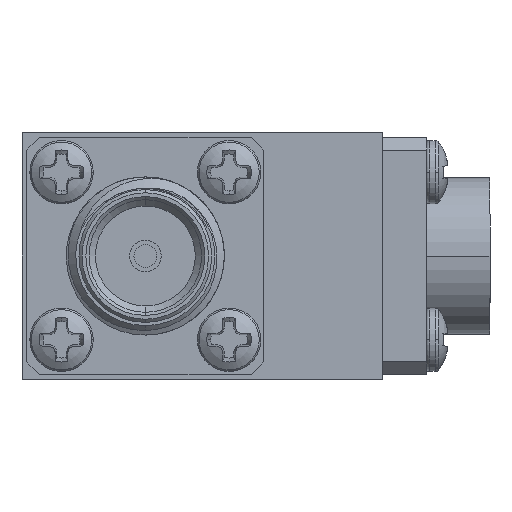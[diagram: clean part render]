
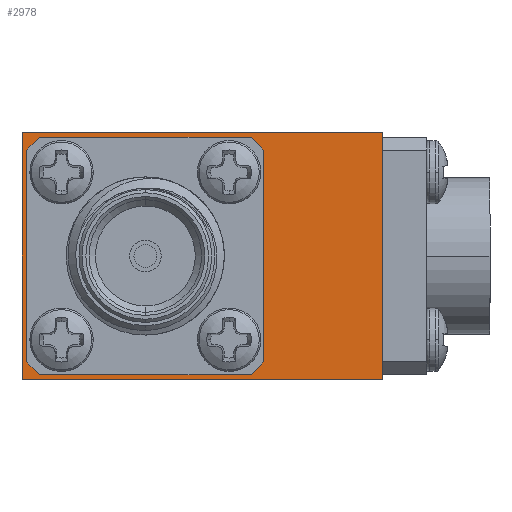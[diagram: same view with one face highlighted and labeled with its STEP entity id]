
A CAD part, left-side view. The second image highlights one B-rep face of the part: STEP entity #2978.
In plain terms, the highlighted planar face has unit normal (-1, 0, 0).
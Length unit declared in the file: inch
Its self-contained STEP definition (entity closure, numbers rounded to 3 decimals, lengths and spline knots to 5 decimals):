
#36 = VERTEX_POINT ( 'NONE', #21782 ) ;
#226 = VERTEX_POINT ( 'NONE', #13328 ) ;
#386 = CARTESIAN_POINT ( 'NONE',  ( -0.25, -0.0975, 0.1675 ) ) ;
#1917 = CARTESIAN_POINT ( 'NONE',  ( -0.25, -0.0975, -0.1875 ) ) ;
#2185 = AXIS2_PLACEMENT_3D ( 'NONE', #17740, #55746, #59516 ) ;
#2661 = EDGE_LOOP ( 'NONE', ( #44316, #17948, #21382, #8665 ) ) ;
#2978 = ADVANCED_FACE ( 'NONE', ( #41417, #31173 ), #21500, .F. ) ;
#3183 = LINE ( 'NONE', #47033, #42246 ) ;
#3634 = CARTESIAN_POINT ( 'NONE',  ( -0.25, 0.285, 0.195 ) ) ;
#5080 = EDGE_CURVE ( 'NONE', #8250, #12590, #9424, .T. ) ;
#5110 = VECTOR ( 'NONE', #38467, 39.37008 ) ;
#5470 = CARTESIAN_POINT ( 'NONE',  ( -0.25, -0.285, 0.195 ) ) ;
#6912 = LINE ( 'NONE', #1917, #18730 ) ;
#7026 = ORIENTED_EDGE ( 'NONE', *, *, #40261, .T. ) ;
#7680 = EDGE_CURVE ( 'NONE', #17367, #51822, #27886, .T. ) ;
#8128 = CARTESIAN_POINT ( 'NONE',  ( -0.25, -0.0875, 0.1775 ) ) ;
#8250 = VERTEX_POINT ( 'NONE', #11907 ) ;
#8269 = VECTOR ( 'NONE', #43058, 39.37008 ) ;
#8524 = LINE ( 'NONE', #51478, #43899 ) ;
#8665 = ORIENTED_EDGE ( 'NONE', *, *, #7680, .T. ) ;
#9424 = LINE ( 'NONE', #57384, #8269 ) ;
#10029 = LINE ( 'NONE', #39330, #48833 ) ;
#10175 = CARTESIAN_POINT ( 'NONE',  ( -0.25, -0.285, 0.195 ) ) ;
#10223 = DIRECTION ( 'NONE',  ( 0., 0., -1. ) ) ;
#11001 = EDGE_LOOP ( 'NONE', ( #58613, #7026, #24928, #47298, #12578, #11227, #47718, #48044 ) ) ;
#11083 = EDGE_CURVE ( 'NONE', #226, #38272, #8524, .T. ) ;
#11227 = ORIENTED_EDGE ( 'NONE', *, *, #51821, .T. ) ;
#11395 = EDGE_CURVE ( 'NONE', #226, #25447, #10029, .T. ) ;
#11907 = CARTESIAN_POINT ( 'NONE',  ( -0.25, -0.0775, 0.1875 ) ) ;
#12080 = VERTEX_POINT ( 'NONE', #37547 ) ;
#12578 = ORIENTED_EDGE ( 'NONE', *, *, #5080, .F. ) ;
#12590 = VERTEX_POINT ( 'NONE', #46988 ) ;
#12741 = EDGE_CURVE ( 'NONE', #39185, #36, #24550, .T. ) ;
#12785 = DIRECTION ( 'NONE',  ( 0., 0., -1. ) ) ;
#13328 = CARTESIAN_POINT ( 'NONE',  ( -0.25, -0.0975, -0.1675 ) ) ;
#15526 = CARTESIAN_POINT ( 'NONE',  ( -0.25, -0.0775, -0.1875 ) ) ;
#17367 = VERTEX_POINT ( 'NONE', #58157 ) ;
#17740 = CARTESIAN_POINT ( 'NONE',  ( -0.25, -0.285, 0.195 ) ) ;
#17948 = ORIENTED_EDGE ( 'NONE', *, *, #12741, .F. ) ;
#18730 = VECTOR ( 'NONE', #21225, 39.37008 ) ;
#19082 = DIRECTION ( 'NONE',  ( 0., 0., 1. ) ) ;
#19274 = EDGE_CURVE ( 'NONE', #43628, #12080, #55470, .T. ) ;
#21225 = DIRECTION ( 'NONE',  ( 0., -1., 0. ) ) ;
#21382 = ORIENTED_EDGE ( 'NONE', *, *, #41768, .F. ) ;
#21500 = PLANE ( 'NONE',  #2185 ) ;
#21782 = CARTESIAN_POINT ( 'NONE',  ( -0.25, -0.285, -0.195 ) ) ;
#22095 = VECTOR ( 'NONE', #32289, 39.37008 ) ;
#24299 = DIRECTION ( 'NONE',  ( 0., 0.707, 0.707 ) ) ;
#24550 = LINE ( 'NONE', #49457, #27574 ) ;
#24928 = ORIENTED_EDGE ( 'NONE', *, *, #19274, .F. ) ;
#25447 = VERTEX_POINT ( 'NONE', #386 ) ;
#25574 = EDGE_CURVE ( 'NONE', #52810, #38272, #6912, .T. ) ;
#25789 = CARTESIAN_POINT ( 'NONE',  ( -0.25, 0.2675, 0.1775 ) ) ;
#25884 = CARTESIAN_POINT ( 'NONE',  ( -0.25, 0.2775, -0.1875 ) ) ;
#26392 = VECTOR ( 'NONE', #41439, 39.37008 ) ;
#27574 = VECTOR ( 'NONE', #10223, 39.37008 ) ;
#27886 = LINE ( 'NONE', #3634, #22095 ) ;
#28730 = CARTESIAN_POINT ( 'NONE',  ( -0.25, -0.285, -0.195 ) ) ;
#29541 = LINE ( 'NONE', #25789, #32190 ) ;
#31173 = FACE_BOUND ( 'NONE', #11001, .T. ) ;
#32190 = VECTOR ( 'NONE', #44798, 39.37008 ) ;
#32289 = DIRECTION ( 'NONE',  ( 0., 0., -1. ) ) ;
#32987 = VECTOR ( 'NONE', #47740, 39.37008 ) ;
#33730 = LINE ( 'NONE', #28730, #32987 ) ;
#34842 = VECTOR ( 'NONE', #12785, 39.37008 ) ;
#35957 = CARTESIAN_POINT ( 'NONE',  ( -0.25, 0.2575, -0.1875 ) ) ;
#37547 = CARTESIAN_POINT ( 'NONE',  ( -0.25, 0.2775, -0.1675 ) ) ;
#38165 = LINE ( 'NONE', #5470, #5110 ) ;
#38272 = VERTEX_POINT ( 'NONE', #15526 ) ;
#38467 = DIRECTION ( 'NONE',  ( 0., -1., 0. ) ) ;
#39185 = VERTEX_POINT ( 'NONE', #10175 ) ;
#39330 = CARTESIAN_POINT ( 'NONE',  ( -0.25, -0.0975, -0.1875 ) ) ;
#40261 = EDGE_CURVE ( 'NONE', #52810, #12080, #3183, .T. ) ;
#41417 = FACE_OUTER_BOUND ( 'NONE', #2661, .T. ) ;
#41439 = DIRECTION ( 'NONE',  ( 0., -0.707, -0.707 ) ) ;
#41768 = EDGE_CURVE ( 'NONE', #17367, #39185, #38165, .T. ) ;
#42191 = EDGE_CURVE ( 'NONE', #51822, #36, #33730, .T. ) ;
#42246 = VECTOR ( 'NONE', #24299, 39.37008 ) ;
#43058 = DIRECTION ( 'NONE',  ( 0., 1., 0. ) ) ;
#43628 = VERTEX_POINT ( 'NONE', #48676 ) ;
#43899 = VECTOR ( 'NONE', #51186, 39.37008 ) ;
#44316 = ORIENTED_EDGE ( 'NONE', *, *, #42191, .T. ) ;
#44798 = DIRECTION ( 'NONE',  ( 0., -0.707, 0.707 ) ) ;
#46988 = CARTESIAN_POINT ( 'NONE',  ( -0.25, 0.2575, 0.1875 ) ) ;
#47033 = CARTESIAN_POINT ( 'NONE',  ( -0.25, 0.2675, -0.1775 ) ) ;
#47298 = ORIENTED_EDGE ( 'NONE', *, *, #47819, .T. ) ;
#47718 = ORIENTED_EDGE ( 'NONE', *, *, #11395, .F. ) ;
#47740 = DIRECTION ( 'NONE',  ( 0., -1., 0. ) ) ;
#47819 = EDGE_CURVE ( 'NONE', #43628, #12590, #29541, .T. ) ;
#48044 = ORIENTED_EDGE ( 'NONE', *, *, #11083, .T. ) ;
#48676 = CARTESIAN_POINT ( 'NONE',  ( -0.25, 0.2775, 0.1675 ) ) ;
#48833 = VECTOR ( 'NONE', #19082, 39.37008 ) ;
#49457 = CARTESIAN_POINT ( 'NONE',  ( -0.25, -0.285, 0.195 ) ) ;
#51186 = DIRECTION ( 'NONE',  ( 0., 0.707, -0.707 ) ) ;
#51478 = CARTESIAN_POINT ( 'NONE',  ( -0.25, -0.0875, -0.1775 ) ) ;
#51821 = EDGE_CURVE ( 'NONE', #8250, #25447, #54546, .T. ) ;
#51822 = VERTEX_POINT ( 'NONE', #60442 ) ;
#52810 = VERTEX_POINT ( 'NONE', #35957 ) ;
#54546 = LINE ( 'NONE', #8128, #26392 ) ;
#55470 = LINE ( 'NONE', #25884, #34842 ) ;
#55746 = DIRECTION ( 'NONE',  ( 1., 0., 0. ) ) ;
#57384 = CARTESIAN_POINT ( 'NONE',  ( -0.25, -0.0975, 0.1875 ) ) ;
#58157 = CARTESIAN_POINT ( 'NONE',  ( -0.25, 0.285, 0.195 ) ) ;
#58613 = ORIENTED_EDGE ( 'NONE', *, *, #25574, .F. ) ;
#59516 = DIRECTION ( 'NONE',  ( 0., 1., 0. ) ) ;
#60442 = CARTESIAN_POINT ( 'NONE',  ( -0.25, 0.285, -0.195 ) ) ;
